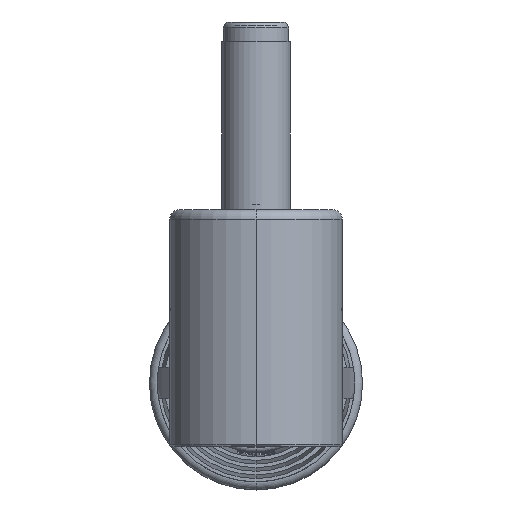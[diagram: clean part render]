
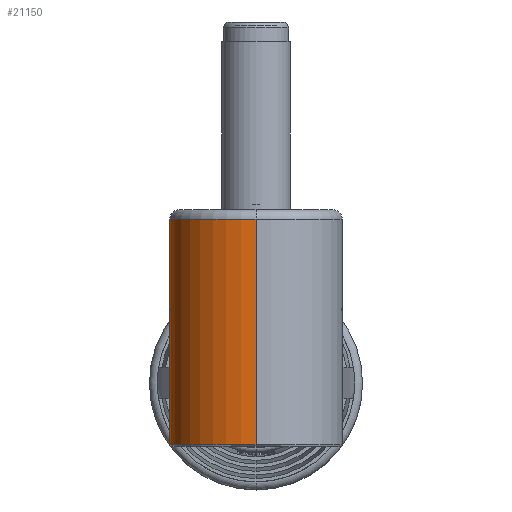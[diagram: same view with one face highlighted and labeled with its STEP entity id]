
A CAD part, top view. The second image highlights one B-rep face of the part: STEP entity #21150.
In plain terms, the highlighted cylindrical face has radius 4.375 mm (diameter 8.75 mm), a partial arc.
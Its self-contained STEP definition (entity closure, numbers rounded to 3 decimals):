
#2063 = CARTESIAN_POINT ( 'NONE',  ( 0., 0., 0.1 ) ) ;
#2667 = DIRECTION ( 'NONE',  ( 0., 0., -1. ) ) ;
#3603 = DIRECTION ( 'NONE',  ( 0., 0., -1. ) ) ;
#3793 = ORIENTED_EDGE ( 'NONE', *, *, #26881, .T. ) ;
#4271 = DIRECTION ( 'NONE',  ( -1., 0., 0. ) ) ;
#5193 = CARTESIAN_POINT ( 'NONE',  ( 4.375, 0., 0.1 ) ) ;
#5267 = CIRCLE ( 'NONE', #13367, 4.375 ) ;
#7478 = VERTEX_POINT ( 'NONE', #11092 ) ;
#7648 = LINE ( 'NONE', #9602, #10251 ) ;
#9425 = EDGE_CURVE ( 'NONE', #16288, #7478, #20676, .T. ) ;
#9602 = CARTESIAN_POINT ( 'NONE',  ( 4.375, 0., 12. ) ) ;
#10251 = VECTOR ( 'NONE', #26377, 1000. ) ;
#10301 = VERTEX_POINT ( 'NONE', #5193 ) ;
#11092 = CARTESIAN_POINT ( 'NONE',  ( -4.375, 0., 0.1 ) ) ;
#11746 = AXIS2_PLACEMENT_3D ( 'NONE', #11849, #3603, #18128 ) ;
#11849 = CARTESIAN_POINT ( 'NONE',  ( 0., 0., 11.5 ) ) ;
#13367 = AXIS2_PLACEMENT_3D ( 'NONE', #2063, #16643, #18500 ) ;
#14065 = ORIENTED_EDGE ( 'NONE', *, *, #23438, .T. ) ;
#14607 = CARTESIAN_POINT ( 'NONE',  ( 0., 0., 12. ) ) ;
#16288 = VERTEX_POINT ( 'NONE', #23256 ) ;
#16301 = ORIENTED_EDGE ( 'NONE', *, *, #18248, .T. ) ;
#16405 = VECTOR ( 'NONE', #2667, 1000. ) ;
#16643 = DIRECTION ( 'NONE',  ( 0., 0., 1. ) ) ;
#16876 = DIRECTION ( 'NONE',  ( 0., 0., -1. ) ) ;
#16899 = AXIS2_PLACEMENT_3D ( 'NONE', #14607, #16876, #4271 ) ;
#17159 = CIRCLE ( 'NONE', #11746, 4.375 ) ;
#18128 = DIRECTION ( 'NONE',  ( 1., 0., 0. ) ) ;
#18248 = EDGE_CURVE ( 'NONE', #16288, #26481, #17159, .T. ) ;
#18500 = DIRECTION ( 'NONE',  ( 1., 0., 0. ) ) ;
#18979 = CARTESIAN_POINT ( 'NONE',  ( 4.375, 0., 11.5 ) ) ;
#20039 = CYLINDRICAL_SURFACE ( 'NONE', #16899, 4.375 ) ;
#20676 = LINE ( 'NONE', #23393, #16405 ) ;
#21150 = ADVANCED_FACE ( 'NONE', ( #25188 ), #20039, .T. ) ;
#22403 = EDGE_LOOP ( 'NONE', ( #16301, #14065, #3793, #23198 ) ) ;
#23198 = ORIENTED_EDGE ( 'NONE', *, *, #9425, .F. ) ;
#23256 = CARTESIAN_POINT ( 'NONE',  ( -4.375, 0., 11.5 ) ) ;
#23393 = CARTESIAN_POINT ( 'NONE',  ( -4.375, 0., 12. ) ) ;
#23438 = EDGE_CURVE ( 'NONE', #26481, #10301, #7648, .T. ) ;
#25188 = FACE_OUTER_BOUND ( 'NONE', #22403, .T. ) ;
#26377 = DIRECTION ( 'NONE',  ( 0., 0., -1. ) ) ;
#26481 = VERTEX_POINT ( 'NONE', #18979 ) ;
#26881 = EDGE_CURVE ( 'NONE', #10301, #7478, #5267, .T. ) ;
